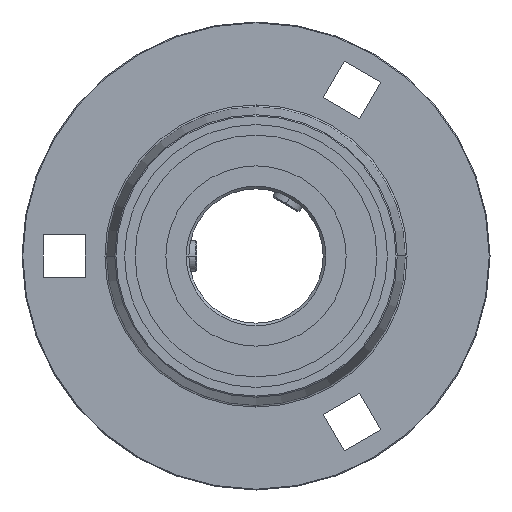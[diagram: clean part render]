
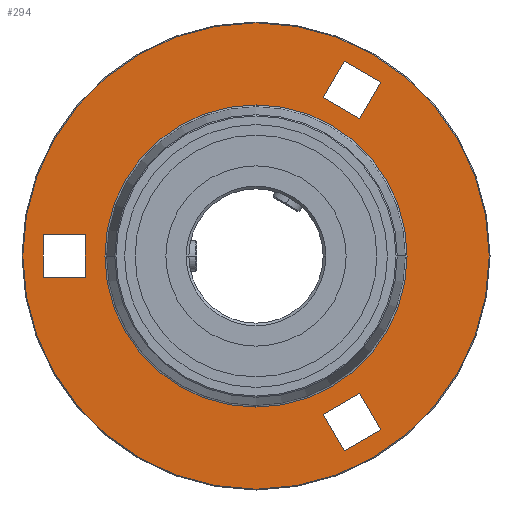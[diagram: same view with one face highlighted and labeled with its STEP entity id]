
A CAD part, left-side view. The second image highlights one B-rep face of the part: STEP entity #294.
In plain terms, the highlighted planar face has unit normal (-1, 0, 0).
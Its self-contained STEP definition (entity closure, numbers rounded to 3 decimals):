
#294 = ADVANCED_FACE( '', ( #453, #454, #455, #456, #457 ), #458, .T. );
#453 = FACE_BOUND( '', #737, .T. );
#454 = FACE_BOUND( '', #738, .T. );
#455 = FACE_BOUND( '', #739, .T. );
#456 = FACE_BOUND( '', #740, .T. );
#457 = FACE_OUTER_BOUND( '', #741, .T. );
#458 = PLANE( '', #742 );
#737 = EDGE_LOOP( '', ( #1167, #1168, #1169, #1170 ) );
#738 = EDGE_LOOP( '', ( #1171, #1172, #1173, #1174 ) );
#739 = EDGE_LOOP( '', ( #1175, #1176, #1177, #1178 ) );
#740 = EDGE_LOOP( '', ( #1179, #1180, #1181 ) );
#741 = EDGE_LOOP( '', ( #1182, #1183 ) );
#742 = AXIS2_PLACEMENT_3D( '', #1184, #1185, #1186 );
#1167 = ORIENTED_EDGE( '', *, *, #1983, .T. );
#1168 = ORIENTED_EDGE( '', *, *, #1987, .T. );
#1169 = ORIENTED_EDGE( '', *, *, #1990, .T. );
#1170 = ORIENTED_EDGE( '', *, *, #1993, .T. );
#1171 = ORIENTED_EDGE( '', *, *, #1995, .T. );
#1172 = ORIENTED_EDGE( '', *, *, #1999, .T. );
#1173 = ORIENTED_EDGE( '', *, *, #2002, .T. );
#1174 = ORIENTED_EDGE( '', *, *, #2005, .T. );
#1175 = ORIENTED_EDGE( '', *, *, #2007, .T. );
#1176 = ORIENTED_EDGE( '', *, *, #2011, .T. );
#1177 = ORIENTED_EDGE( '', *, *, #2014, .T. );
#1178 = ORIENTED_EDGE( '', *, *, #2017, .T. );
#1179 = ORIENTED_EDGE( '', *, *, #2027, .F. );
#1180 = ORIENTED_EDGE( '', *, *, #2028, .F. );
#1181 = ORIENTED_EDGE( '', *, *, #1961, .F. );
#1182 = ORIENTED_EDGE( '', *, *, #1967, .T. );
#1183 = ORIENTED_EDGE( '', *, *, #2026, .T. );
#1184 = CARTESIAN_POINT( '', ( 8.5, 50.086, 0. ) );
#1185 = DIRECTION( '', ( -1., 0., 0. ) );
#1186 = DIRECTION( '', ( 0., 1., 0. ) );
#1961 = EDGE_CURVE( '', #2273, #2275, #2276, .T. );
#1967 = EDGE_CURVE( '', #2281, #2285, #2287, .T. );
#1983 = EDGE_CURVE( '', #2316, #2317, #2318, .T. );
#1987 = EDGE_CURVE( '', #2317, #2324, #2325, .T. );
#1990 = EDGE_CURVE( '', #2324, #2329, #2330, .T. );
#1993 = EDGE_CURVE( '', #2329, #2316, #2334, .T. );
#1995 = EDGE_CURVE( '', #2336, #2337, #2338, .T. );
#1999 = EDGE_CURVE( '', #2337, #2344, #2345, .T. );
#2002 = EDGE_CURVE( '', #2344, #2349, #2350, .T. );
#2005 = EDGE_CURVE( '', #2349, #2336, #2354, .T. );
#2007 = EDGE_CURVE( '', #2356, #2357, #2358, .T. );
#2011 = EDGE_CURVE( '', #2357, #2364, #2365, .T. );
#2014 = EDGE_CURVE( '', #2364, #2369, #2370, .T. );
#2017 = EDGE_CURVE( '', #2369, #2356, #2374, .T. );
#2026 = EDGE_CURVE( '', #2285, #2281, #2383, .T. );
#2027 = EDGE_CURVE( '', #2384, #2273, #2385, .T. );
#2028 = EDGE_CURVE( '', #2275, #2384, #2386, .T. );
#2273 = VERTEX_POINT( '', #2783 );
#2275 = VERTEX_POINT( '', #2785 );
#2276 = CIRCLE( '', #2786, 39.385 );
#2281 = VERTEX_POINT( '', #2791 );
#2285 = VERTEX_POINT( '', #2796 );
#2287 = CIRCLE( '', #2799, 60.788 );
#2316 = VERTEX_POINT( '', #2834 );
#2317 = VERTEX_POINT( '', #2835 );
#2318 = LINE( '', #2836, #2837 );
#2324 = VERTEX_POINT( '', #2846 );
#2325 = LINE( '', #2847, #2848 );
#2329 = VERTEX_POINT( '', #2854 );
#2330 = LINE( '', #2855, #2856 );
#2334 = LINE( '', #2862, #2863 );
#2336 = VERTEX_POINT( '', #2866 );
#2337 = VERTEX_POINT( '', #2867 );
#2338 = LINE( '', #2868, #2869 );
#2344 = VERTEX_POINT( '', #2878 );
#2345 = LINE( '', #2879, #2880 );
#2349 = VERTEX_POINT( '', #2886 );
#2350 = LINE( '', #2887, #2888 );
#2354 = LINE( '', #2894, #2895 );
#2356 = VERTEX_POINT( '', #2898 );
#2357 = VERTEX_POINT( '', #2899 );
#2358 = LINE( '', #2900, #2901 );
#2364 = VERTEX_POINT( '', #2910 );
#2365 = LINE( '', #2911, #2912 );
#2369 = VERTEX_POINT( '', #2918 );
#2370 = LINE( '', #2919, #2920 );
#2374 = LINE( '', #2926, #2927 );
#2383 = CIRCLE( '', #2937, 60.788 );
#2384 = VERTEX_POINT( '', #2938 );
#2385 = CIRCLE( '', #2939, 39.385 );
#2386 = CIRCLE( '', #2940, 39.385 );
#2783 = CARTESIAN_POINT( '', ( 8.5, 0., -39.385 ) );
#2785 = CARTESIAN_POINT( '', ( 8.5, 0., 39.385 ) );
#2786 = AXIS2_PLACEMENT_3D( '', #3785, #3786, #3787 );
#2791 = CARTESIAN_POINT( '', ( 8.5, 60.788, 0. ) );
#2796 = CARTESIAN_POINT( '', ( 8.5, -60.788, 0. ) );
#2799 = AXIS2_PLACEMENT_3D( '', #3799, #3800, #3801 );
#2834 = CARTESIAN_POINT( '', ( 8.5, -32.513, -45.314 ) );
#2835 = CARTESIAN_POINT( '', ( 8.5, -22.987, -50.814 ) );
#2836 = CARTESIAN_POINT( '', ( 8.5, -11.349, -57.533 ) );
#2837 = VECTOR( '', #3835, 1. );
#2846 = CARTESIAN_POINT( '', ( 8.5, -17.487, -41.288 ) );
#2847 = CARTESIAN_POINT( '', ( 8.5, -2.851, -15.938 ) );
#2848 = VECTOR( '', #3839, 1. );
#2854 = CARTESIAN_POINT( '', ( 8.5, -27.013, -35.788 ) );
#2855 = CARTESIAN_POINT( '', ( 8.5, -1.086, -50.757 ) );
#2856 = VECTOR( '', #3842, 1. );
#2862 = CARTESIAN_POINT( '', ( 8.5, -9.627, -5.675 ) );
#2863 = VECTOR( '', #3845, 1. );
#2866 = CARTESIAN_POINT( '', ( 8.5, -32.513, 45.314 ) );
#2867 = CARTESIAN_POINT( '', ( 8.5, -27.013, 35.788 ) );
#2868 = CARTESIAN_POINT( '', ( 8.5, -12.377, 10.438 ) );
#2869 = VECTOR( '', #3847, 1. );
#2878 = CARTESIAN_POINT( '', ( 8.5, -17.487, 41.288 ) );
#2879 = CARTESIAN_POINT( '', ( 8.5, -5.849, 48.007 ) );
#2880 = VECTOR( '', #3851, 1. );
#2886 = CARTESIAN_POINT( '', ( 8.5, -22.987, 50.814 ) );
#2887 = CARTESIAN_POINT( '', ( 8.5, -0.101, 11.175 ) );
#2888 = VECTOR( '', #3854, 1. );
#2894 = CARTESIAN_POINT( '', ( 8.5, -6.586, 60.283 ) );
#2895 = VECTOR( '', #3857, 1. );
#2898 = CARTESIAN_POINT( '', ( 8.5, 44.5, -5.5 ) );
#2899 = CARTESIAN_POINT( '', ( 8.5, 55.5, -5.5 ) );
#2900 = CARTESIAN_POINT( '', ( 8.5, 47.293, -5.5 ) );
#2901 = VECTOR( '', #3859, 1. );
#2910 = CARTESIAN_POINT( '', ( 8.5, 55.5, 5.5 ) );
#2911 = CARTESIAN_POINT( '', ( 8.5, 55.5, -2.75 ) );
#2912 = VECTOR( '', #3863, 1. );
#2918 = CARTESIAN_POINT( '', ( 8.5, 44.5, 5.5 ) );
#2919 = CARTESIAN_POINT( '', ( 8.5, 52.793, 5.5 ) );
#2920 = VECTOR( '', #3866, 1. );
#2926 = CARTESIAN_POINT( '', ( 8.5, 44.5, 2.75 ) );
#2927 = VECTOR( '', #3869, 1. );
#2937 = AXIS2_PLACEMENT_3D( '', #3892, #3893, #3894 );
#2938 = CARTESIAN_POINT( '', ( 8.5, 39.385, 0. ) );
#2939 = AXIS2_PLACEMENT_3D( '', #3895, #3896, #3897 );
#2940 = AXIS2_PLACEMENT_3D( '', #3898, #3899, #3900 );
#3785 = CARTESIAN_POINT( '', ( 8.5, 0., 0. ) );
#3786 = DIRECTION( '', ( -1., 0., 0. ) );
#3787 = DIRECTION( '', ( 0., 1., 0. ) );
#3799 = CARTESIAN_POINT( '', ( 8.5, 0., 0. ) );
#3800 = DIRECTION( '', ( -1., 0., 0. ) );
#3801 = DIRECTION( '', ( 0., 1., 0. ) );
#3835 = DIRECTION( '', ( 0., 0.866, -0.5 ) );
#3839 = DIRECTION( '', ( 0., 0.5, 0.866 ) );
#3842 = DIRECTION( '', ( 0., -0.866, 0.5 ) );
#3845 = DIRECTION( '', ( 0., -0.5, -0.866 ) );
#3847 = DIRECTION( '', ( 0., 0.5, -0.866 ) );
#3851 = DIRECTION( '', ( 0., 0.866, 0.5 ) );
#3854 = DIRECTION( '', ( 0., -0.5, 0.866 ) );
#3857 = DIRECTION( '', ( 0., -0.866, -0.5 ) );
#3859 = DIRECTION( '', ( 0., 1., 0. ) );
#3863 = DIRECTION( '', ( 0., 0., 1. ) );
#3866 = DIRECTION( '', ( 0., -1., 0. ) );
#3869 = DIRECTION( '', ( 0., 0., -1. ) );
#3892 = CARTESIAN_POINT( '', ( 8.5, 0., 0. ) );
#3893 = DIRECTION( '', ( -1., 0., 0. ) );
#3894 = DIRECTION( '', ( 0., 1., 0. ) );
#3895 = CARTESIAN_POINT( '', ( 8.5, 0., 0. ) );
#3896 = DIRECTION( '', ( -1., 0., 0. ) );
#3897 = DIRECTION( '', ( 0., 1., 0. ) );
#3898 = CARTESIAN_POINT( '', ( 8.5, 0., 0. ) );
#3899 = DIRECTION( '', ( -1., 0., 0. ) );
#3900 = DIRECTION( '', ( 0., 1., 0. ) );
